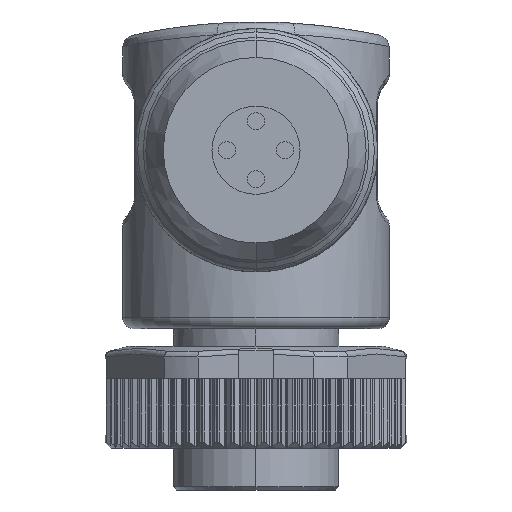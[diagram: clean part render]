
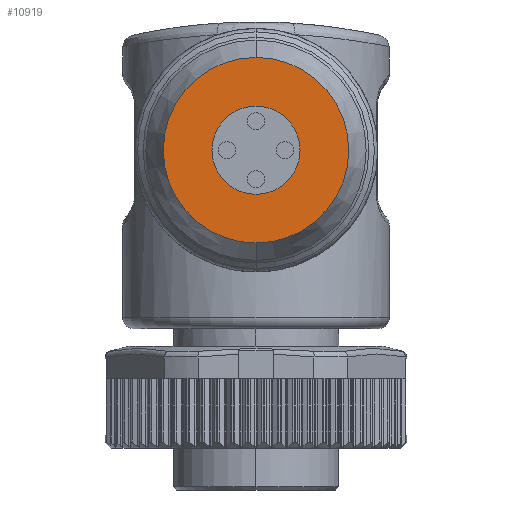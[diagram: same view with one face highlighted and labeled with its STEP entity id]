
A CAD part, left-side view. The second image highlights one B-rep face of the part: STEP entity #10919.
In plain terms, the highlighted planar face has unit normal (-1, 0, 0).
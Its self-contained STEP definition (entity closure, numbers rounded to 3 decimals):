
#1371 = CARTESIAN_POINT ( 'NONE',  ( -41.5, 0., 37.6 ) ) ;
#1726 = DIRECTION ( 'NONE',  ( -1., 0., 0. ) ) ;
#2035 = DIRECTION ( 'NONE',  ( 0., 0., 1. ) ) ;
#3471 = DIRECTION ( 'NONE',  ( 0., 0., 1. ) ) ;
#4505 = CARTESIAN_POINT ( 'NONE',  ( -41.5, 0., 25.8 ) ) ;
#4845 = AXIS2_PLACEMENT_3D ( 'NONE', #16109, #10212, #2035 ) ;
#4967 = VERTEX_POINT ( 'NONE', #23389 ) ;
#5409 = EDGE_CURVE ( 'NONE', #24262, #14566, #15263, .T. ) ;
#7353 = CIRCLE ( 'NONE', #18948, 3.8 ) ;
#8189 = PLANE ( 'NONE',  #4845 ) ;
#9036 = AXIS2_PLACEMENT_3D ( 'NONE', #24154, #13686, #17835 ) ;
#9594 = EDGE_CURVE ( 'NONE', #4967, #18379, #7353, .T. ) ;
#9813 = EDGE_CURVE ( 'NONE', #14566, #24262, #23242, .T. ) ;
#10212 = DIRECTION ( 'NONE',  ( -1., 0., 0. ) ) ;
#10919 = ADVANCED_FACE ( 'NONE', ( #22297, #18123 ), #8189, .T. ) ;
#11631 = EDGE_LOOP ( 'NONE', ( #21784, #22842 ) ) ;
#12495 = DIRECTION ( 'NONE',  ( -1., 0., 0. ) ) ;
#12621 = CARTESIAN_POINT ( 'NONE',  ( -41.5, 0., 29.6 ) ) ;
#13686 = DIRECTION ( 'NONE',  ( -1., 0., 0. ) ) ;
#13909 = ORIENTED_EDGE ( 'NONE', *, *, #9594, .F. ) ;
#14506 = DIRECTION ( 'NONE',  ( 0., 0., 1. ) ) ;
#14566 = VERTEX_POINT ( 'NONE', #20594 ) ;
#15263 = CIRCLE ( 'NONE', #21259, 8. ) ;
#16109 = CARTESIAN_POINT ( 'NONE',  ( -41.5, 0., 29.6 ) ) ;
#16548 = ORIENTED_EDGE ( 'NONE', *, *, #21178, .F. ) ;
#16796 = DIRECTION ( 'NONE',  ( -1., 0., 0. ) ) ;
#17416 = DIRECTION ( 'NONE',  ( 0., 0., 1. ) ) ;
#17835 = DIRECTION ( 'NONE',  ( 0., 0., 1. ) ) ;
#18123 = FACE_BOUND ( 'NONE', #19046, .T. ) ;
#18379 = VERTEX_POINT ( 'NONE', #4505 ) ;
#18948 = AXIS2_PLACEMENT_3D ( 'NONE', #25611, #16796, #17416 ) ;
#19046 = EDGE_LOOP ( 'NONE', ( #16548, #13909 ) ) ;
#19790 = AXIS2_PLACEMENT_3D ( 'NONE', #20100, #1726, #3471 ) ;
#20100 = CARTESIAN_POINT ( 'NONE',  ( -41.5, 0., 29.6 ) ) ;
#20594 = CARTESIAN_POINT ( 'NONE',  ( -41.5, 0., 21.6 ) ) ;
#21178 = EDGE_CURVE ( 'NONE', #18379, #4967, #24058, .T. ) ;
#21259 = AXIS2_PLACEMENT_3D ( 'NONE', #12621, #12495, #14506 ) ;
#21784 = ORIENTED_EDGE ( 'NONE', *, *, #5409, .T. ) ;
#22297 = FACE_OUTER_BOUND ( 'NONE', #11631, .T. ) ;
#22842 = ORIENTED_EDGE ( 'NONE', *, *, #9813, .T. ) ;
#23242 = CIRCLE ( 'NONE', #19790, 8. ) ;
#23389 = CARTESIAN_POINT ( 'NONE',  ( -41.5, 0., 33.4 ) ) ;
#24058 = CIRCLE ( 'NONE', #9036, 3.8 ) ;
#24154 = CARTESIAN_POINT ( 'NONE',  ( -41.5, 0., 29.6 ) ) ;
#24262 = VERTEX_POINT ( 'NONE', #1371 ) ;
#25611 = CARTESIAN_POINT ( 'NONE',  ( -41.5, 0., 29.6 ) ) ;
